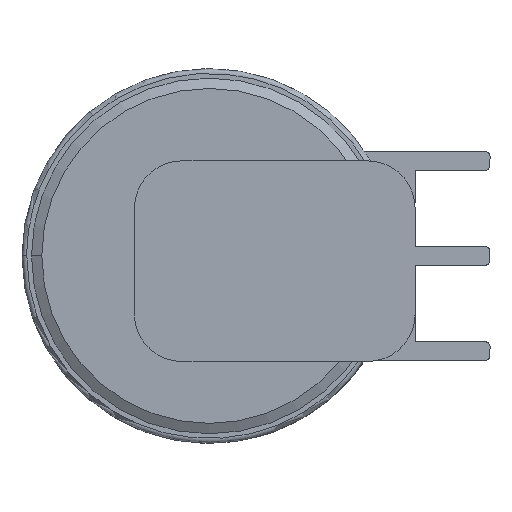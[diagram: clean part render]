
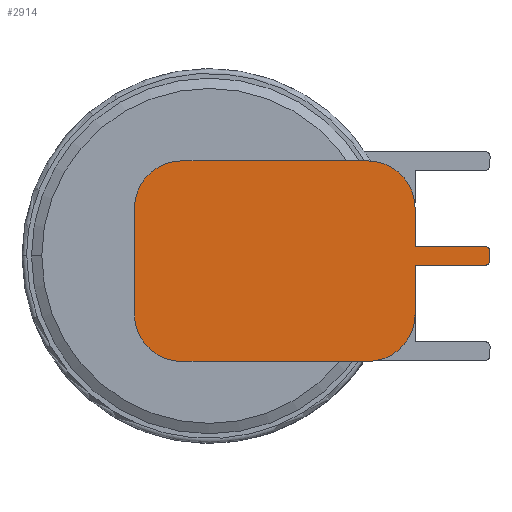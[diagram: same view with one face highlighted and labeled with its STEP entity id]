
A CAD part, top view. The second image highlights one B-rep face of the part: STEP entity #2914.
In plain terms, the highlighted planar face has unit normal (0, 0, 1).
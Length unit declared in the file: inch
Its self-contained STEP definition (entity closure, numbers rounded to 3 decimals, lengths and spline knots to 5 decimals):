
#16 = EDGE_CURVE ( 'NONE', #1907, #2612, #2446, .T. ) ;
#24 = CARTESIAN_POINT ( 'NONE',  ( 0.59055, -0.00969, 0.03592 ) ) ;
#40 = EDGE_LOOP ( 'NONE', ( #2512, #1453, #232, #428, #2714, #2725, #671, #221, #162, #1972, #1122, #648, #2969, #2823 ) ) ;
#49 = VERTEX_POINT ( 'NONE', #2298 ) ;
#62 = AXIS2_PLACEMENT_3D ( 'NONE', #1787, #2706, #205 ) ;
#122 = LINE ( 'NONE', #1029, #2529 ) ;
#149 = CARTESIAN_POINT ( 'NONE',  ( 0.43307, -0.68461, 0.03592 ) ) ;
#162 = ORIENTED_EDGE ( 'NONE', *, *, #2610, .T. ) ;
#172 = LINE ( 'NONE', #2186, #959 ) ;
#181 = DIRECTION ( 'NONE',  ( -1., 0., 0. ) ) ;
#190 = VERTEX_POINT ( 'NONE', #2072 ) ;
#205 = DIRECTION ( 'NONE',  ( -1., 0., 0. ) ) ;
#221 = ORIENTED_EDGE ( 'NONE', *, *, #319, .T. ) ;
#232 = ORIENTED_EDGE ( 'NONE', *, *, #1325, .T. ) ;
#270 = EDGE_CURVE ( 'NONE', #2311, #2388, #1507, .T. ) ;
#276 = CARTESIAN_POINT ( 'NONE',  ( 0.21654, -0.01969, 0.03592 ) ) ;
#319 = EDGE_CURVE ( 'NONE', #2272, #2071, #2646, .T. ) ;
#340 = CARTESIAN_POINT ( 'NONE',  ( -0.15748, -0.68461, 0.03592 ) ) ;
#352 = PLANE ( 'NONE',  #2480 ) ;
#357 = LINE ( 'NONE', #149, #2285 ) ;
#409 = VERTEX_POINT ( 'NONE', #1427 ) ;
#428 = ORIENTED_EDGE ( 'NONE', *, *, #16, .T. ) ;
#455 = CARTESIAN_POINT ( 'NONE',  ( -0.15748, -0.12201, 0.03592 ) ) ;
#509 = EDGE_CURVE ( 'NONE', #2939, #2483, #2160, .T. ) ;
#587 = CARTESIAN_POINT ( 'NONE',  ( 0.43307, 0.1, 0.03592 ) ) ;
#602 = LINE ( 'NONE', #2393, #2478 ) ;
#617 = DIRECTION ( 'NONE',  ( 0., -1., 0. ) ) ;
#648 = ORIENTED_EDGE ( 'NONE', *, *, #1579, .T. ) ;
#649 = CARTESIAN_POINT ( 'NONE',  ( 0.58055, -0.00969, 0.03592 ) ) ;
#671 = ORIENTED_EDGE ( 'NONE', *, *, #1677, .T. ) ;
#706 = CARTESIAN_POINT ( 'NONE',  ( 0.33307, 0.1, 0.03592 ) ) ;
#871 = CARTESIAN_POINT ( 'NONE',  ( -0.05748, 0.1, 0.03592 ) ) ;
#918 = AXIS2_PLACEMENT_3D ( 'NONE', #649, #2009, #2021 ) ;
#942 = CARTESIAN_POINT ( 'NONE',  ( 0.33307, -0.12201, 0.03592 ) ) ;
#959 = VECTOR ( 'NONE', #1084, 39.37008 ) ;
#1002 = VECTOR ( 'NONE', #1735, 39.37008 ) ;
#1029 = CARTESIAN_POINT ( 'NONE',  ( 0.21654, -0.22201, 0.03592 ) ) ;
#1038 = CARTESIAN_POINT ( 'NONE',  ( -0.05748, 0.2, 0.03592 ) ) ;
#1055 = DIRECTION ( 'NONE',  ( 0., 0., 1. ) ) ;
#1084 = DIRECTION ( 'NONE',  ( -1., 0., 0. ) ) ;
#1086 = DIRECTION ( 'NONE',  ( 0., 0., 1. ) ) ;
#1112 = EDGE_CURVE ( 'NONE', #49, #190, #1896, .T. ) ;
#1122 = ORIENTED_EDGE ( 'NONE', *, *, #1112, .T. ) ;
#1148 = DIRECTION ( 'NONE',  ( 1., 0., 0. ) ) ;
#1226 = DIRECTION ( 'NONE',  ( 1., 0., 0. ) ) ;
#1247 = CIRCLE ( 'NONE', #2422, 0.01 ) ;
#1298 = CARTESIAN_POINT ( 'NONE',  ( 0.21654, -0.68461, 0.03592 ) ) ;
#1325 = EDGE_CURVE ( 'NONE', #1743, #1907, #357, .T. ) ;
#1387 = CARTESIAN_POINT ( 'NONE',  ( 0.21654, 0.01969, 0.03592 ) ) ;
#1406 = AXIS2_PLACEMENT_3D ( 'NONE', #871, #1086, #181 ) ;
#1427 = CARTESIAN_POINT ( 'NONE',  ( 0.58055, 0.01969, 0.03592 ) ) ;
#1428 = LINE ( 'NONE', #276, #2144 ) ;
#1453 = ORIENTED_EDGE ( 'NONE', *, *, #2709, .T. ) ;
#1488 = FACE_OUTER_BOUND ( 'NONE', #40, .T. ) ;
#1507 = CIRCLE ( 'NONE', #918, 0.01 ) ;
#1524 = DIRECTION ( 'NONE',  ( 1., 0., 0. ) ) ;
#1579 = EDGE_CURVE ( 'NONE', #190, #2311, #1428, .T. ) ;
#1603 = DIRECTION ( 'NONE',  ( 0., 0., 1. ) ) ;
#1606 = CARTESIAN_POINT ( 'NONE',  ( 0.58055, -0.01969, 0.03592 ) ) ;
#1662 = EDGE_CURVE ( 'NONE', #2388, #2855, #602, .T. ) ;
#1677 = EDGE_CURVE ( 'NONE', #2483, #2272, #2219, .T. ) ;
#1686 = CARTESIAN_POINT ( 'NONE',  ( -0.15748, 0.1, 0.03592 ) ) ;
#1735 = DIRECTION ( 'NONE',  ( 0., 1., 0. ) ) ;
#1743 = VERTEX_POINT ( 'NONE', #2206 ) ;
#1745 = DIRECTION ( 'NONE',  ( 0., 1., 0. ) ) ;
#1787 = CARTESIAN_POINT ( 'NONE',  ( -0.05748, -0.12201, 0.03592 ) ) ;
#1816 = VECTOR ( 'NONE', #2489, 39.37008 ) ;
#1896 = LINE ( 'NONE', #2412, #1002 ) ;
#1907 = VERTEX_POINT ( 'NONE', #587 ) ;
#1937 = DIRECTION ( 'NONE',  ( 1., 0., 0. ) ) ;
#1962 = DIRECTION ( 'NONE',  ( 0., 0., 1. ) ) ;
#1972 = ORIENTED_EDGE ( 'NONE', *, *, #2004, .T. ) ;
#1986 = CARTESIAN_POINT ( 'NONE',  ( 0.59055, 0.00969, 0.03592 ) ) ;
#2004 = EDGE_CURVE ( 'NONE', #2025, #49, #2830, .T. ) ;
#2005 = LINE ( 'NONE', #1387, #1816 ) ;
#2009 = DIRECTION ( 'NONE',  ( 0., 0., 1. ) ) ;
#2021 = DIRECTION ( 'NONE',  ( -1., 0., 0. ) ) ;
#2025 = VERTEX_POINT ( 'NONE', #2286 ) ;
#2071 = VERTEX_POINT ( 'NONE', #2499 ) ;
#2072 = CARTESIAN_POINT ( 'NONE',  ( 0.43307, -0.01969, 0.03592 ) ) ;
#2144 = VECTOR ( 'NONE', #1226, 39.37008 ) ;
#2160 = CIRCLE ( 'NONE', #1406, 0.1 ) ;
#2173 = DIRECTION ( 'NONE',  ( -1., 0., 0. ) ) ;
#2186 = CARTESIAN_POINT ( 'NONE',  ( 0.21654, 0.2, 0.03592 ) ) ;
#2202 = CARTESIAN_POINT ( 'NONE',  ( 0.58055, 0.00969, 0.03592 ) ) ;
#2206 = CARTESIAN_POINT ( 'NONE',  ( 0.43307, 0.01969, 0.03592 ) ) ;
#2219 = LINE ( 'NONE', #340, #2531 ) ;
#2272 = VERTEX_POINT ( 'NONE', #455 ) ;
#2285 = VECTOR ( 'NONE', #1745, 39.37008 ) ;
#2286 = CARTESIAN_POINT ( 'NONE',  ( 0.33307, -0.22201, 0.03592 ) ) ;
#2298 = CARTESIAN_POINT ( 'NONE',  ( 0.43307, -0.12201, 0.03592 ) ) ;
#2303 = AXIS2_PLACEMENT_3D ( 'NONE', #706, #1603, #2507 ) ;
#2311 = VERTEX_POINT ( 'NONE', #1606 ) ;
#2322 = DIRECTION ( 'NONE',  ( 0., 0., 1. ) ) ;
#2388 = VERTEX_POINT ( 'NONE', #24 ) ;
#2393 = CARTESIAN_POINT ( 'NONE',  ( 0.59055, -0.68461, 0.03592 ) ) ;
#2395 = AXIS2_PLACEMENT_3D ( 'NONE', #942, #2322, #1148 ) ;
#2412 = CARTESIAN_POINT ( 'NONE',  ( 0.43307, -0.68461, 0.03592 ) ) ;
#2422 = AXIS2_PLACEMENT_3D ( 'NONE', #2202, #1962, #2173 ) ;
#2446 = CIRCLE ( 'NONE', #2303, 0.1 ) ;
#2447 = DIRECTION ( 'NONE',  ( 0., 1., 0. ) ) ;
#2478 = VECTOR ( 'NONE', #2447, 39.37008 ) ;
#2480 = AXIS2_PLACEMENT_3D ( 'NONE', #1298, #1055, #1524 ) ;
#2483 = VERTEX_POINT ( 'NONE', #1686 ) ;
#2489 = DIRECTION ( 'NONE',  ( -1., 0., 0. ) ) ;
#2499 = CARTESIAN_POINT ( 'NONE',  ( -0.05748, -0.22201, 0.03592 ) ) ;
#2507 = DIRECTION ( 'NONE',  ( 1., 0., 0. ) ) ;
#2512 = ORIENTED_EDGE ( 'NONE', *, *, #2931, .T. ) ;
#2529 = VECTOR ( 'NONE', #1937, 39.37008 ) ;
#2531 = VECTOR ( 'NONE', #617, 39.37008 ) ;
#2610 = EDGE_CURVE ( 'NONE', #2071, #2025, #122, .T. ) ;
#2612 = VERTEX_POINT ( 'NONE', #2864 ) ;
#2646 = CIRCLE ( 'NONE', #62, 0.1 ) ;
#2706 = DIRECTION ( 'NONE',  ( 0., 0., 1. ) ) ;
#2709 = EDGE_CURVE ( 'NONE', #409, #1743, #2005, .T. ) ;
#2714 = ORIENTED_EDGE ( 'NONE', *, *, #2852, .T. ) ;
#2725 = ORIENTED_EDGE ( 'NONE', *, *, #509, .T. ) ;
#2823 = ORIENTED_EDGE ( 'NONE', *, *, #1662, .T. ) ;
#2830 = CIRCLE ( 'NONE', #2395, 0.1 ) ;
#2852 = EDGE_CURVE ( 'NONE', #2612, #2939, #172, .T. ) ;
#2855 = VERTEX_POINT ( 'NONE', #1986 ) ;
#2864 = CARTESIAN_POINT ( 'NONE',  ( 0.33307, 0.2, 0.03592 ) ) ;
#2914 = ADVANCED_FACE ( 'NONE', ( #1488 ), #352, .T. ) ;
#2931 = EDGE_CURVE ( 'NONE', #2855, #409, #1247, .T. ) ;
#2939 = VERTEX_POINT ( 'NONE', #1038 ) ;
#2969 = ORIENTED_EDGE ( 'NONE', *, *, #270, .T. ) ;
